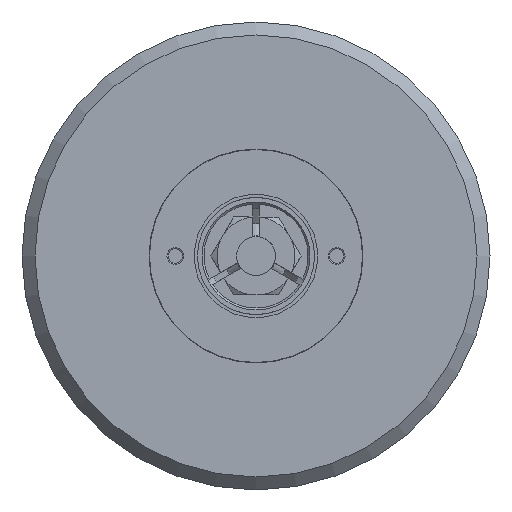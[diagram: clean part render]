
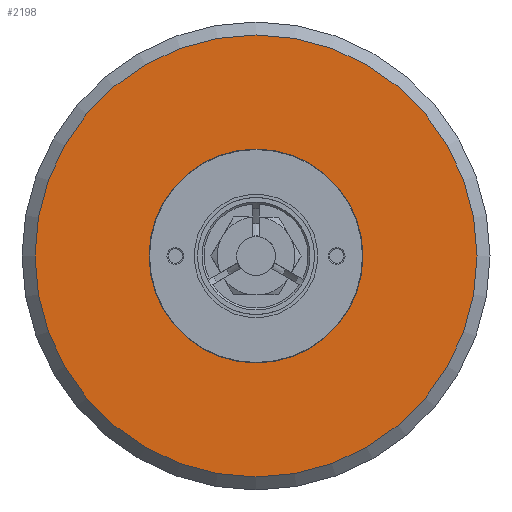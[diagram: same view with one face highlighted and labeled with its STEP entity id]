
A CAD part, left-side view. The second image highlights one B-rep face of the part: STEP entity #2198.
In plain terms, the highlighted planar face has unit normal (-1, 0, 0).
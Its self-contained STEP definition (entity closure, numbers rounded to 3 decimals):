
#2127=CARTESIAN_POINT('',(-69.5,-8.23,0.0));
#2128=VERTEX_POINT('',#2127);
#2129=CARTESIAN_POINT('',(-69.5,0.,0.0));
#2130=DIRECTION('',(1.0,0.0,0.0));
#2131=DIRECTION('',(0.0,-1.0,0.0));
#2132=AXIS2_PLACEMENT_3D('',#2129,#2130,#2131);
#2133=CIRCLE('',#2132,8.23);
#2134=EDGE_CURVE('',#2128,#2128,#2133,.T.);
#2155=CARTESIAN_POINT('',(-69.5,17.,0.0));
#2156=VERTEX_POINT('',#2155);
#2157=CARTESIAN_POINT('',(-69.5,0.,0.0));
#2158=DIRECTION('',(1.0,0.0,0.0));
#2159=DIRECTION('',(0.0,1.0,0.0));
#2160=AXIS2_PLACEMENT_3D('',#2157,#2158,#2159);
#2161=CIRCLE('',#2160,17.);
#2162=EDGE_CURVE('',#2156,#2156,#2161,.T.);
#2187=CARTESIAN_POINT('',(-69.5,8.5,0.0));
#2188=DIRECTION('',(-1.0,0.0,0.0));
#2189=DIRECTION('',(0.0,0.0,1.0));
#2190=AXIS2_PLACEMENT_3D('',#2187,#2188,#2189);
#2191=PLANE('',#2190);
#2192=ORIENTED_EDGE('',*,*,#2162,.F.);
#2193=EDGE_LOOP('',(#2192));
#2194=FACE_OUTER_BOUND('',#2193,.T.);
#2195=ORIENTED_EDGE('',*,*,#2134,.T.);
#2196=EDGE_LOOP('',(#2195));
#2197=FACE_BOUND('',#2196,.T.);
#2198=ADVANCED_FACE('',(#2194,#2197),#2191,.T.);
